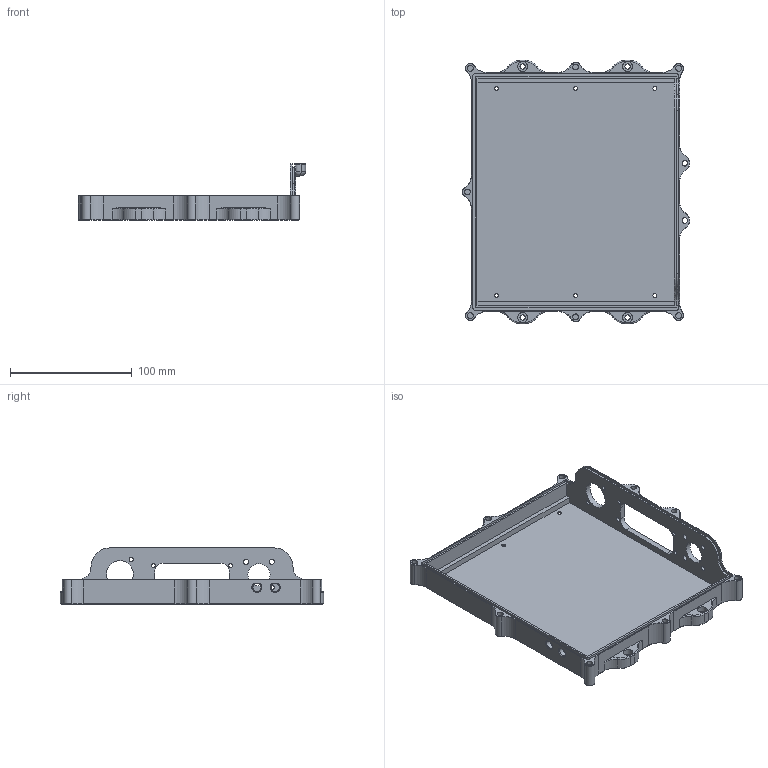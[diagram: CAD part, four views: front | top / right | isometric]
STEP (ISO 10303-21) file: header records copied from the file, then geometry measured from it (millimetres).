
FILE_DESCRIPTION(/* description */ ('Unknown'),/* implementation_level */ '2;1');
FILE_NAME(/* name */ 'Base v2',/* time_stamp */ '2025-04-24T20:55:40+01:00',/* author */ ('Joe Mann'),/* organization */ ('Unknown'),/* preprocessor_version */ 'ST-DEVELOPER v20',/* originating_system */ 'Solid Edge',/* authorisation */ 'Unknown');
FILE_SCHEMA (('AUTOMOTIVE_DESIGN {1 0 10303 214 3 1 1}'));
Length unit declared in the file: millimetre
Products named in the file (1): Base v1
Bounding box: 186.5 x 216 x 46.25 mm (x, y, z)
Volume: 163072.1 mm3; surface area: 111488 mm2
Topology: 1 solids, 1 shells, 312 faces, 808 edges, 503 vertices
Faces by surface type: cylinder 115, plane 87, cone 76, torus 22, bspline 12
Full cylindrical faces by diameter (mm): 3.2 x6, 3.3 x4, 3.5 x2, 4.2 x4, 4.3 x4, 4.5 x2, 4.8 x7, 8 x4, 18.2 x1, 22 x1
Entity records: 9343 total; most frequent: CARTESIAN_POINT 1846, DIRECTION 1625, ORIENTED_EDGE 1472, EDGE_CURVE 736, AXIS2_PLACEMENT_3D 643, VERTEX_POINT 472, EDGE_LOOP 412, FACE_BOUND 412
